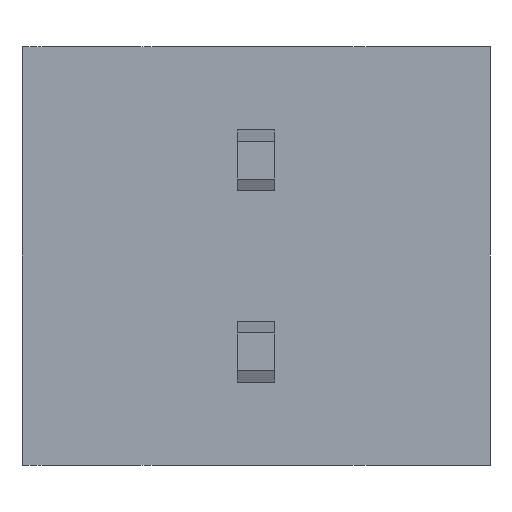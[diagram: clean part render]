
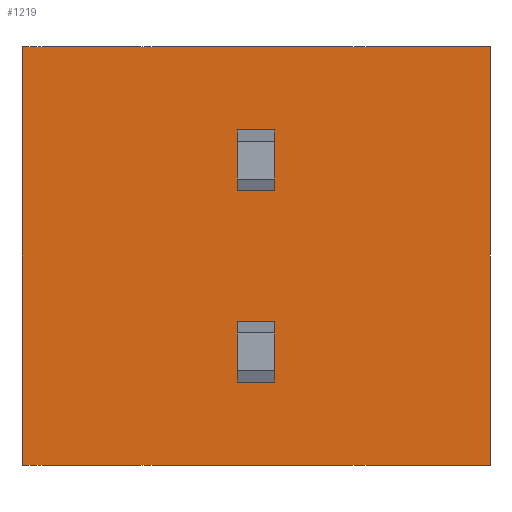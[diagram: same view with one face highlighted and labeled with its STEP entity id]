
A CAD part, front view. The second image highlights one B-rep face of the part: STEP entity #1219.
In plain terms, the highlighted planar face has unit normal (0, -1, 0).
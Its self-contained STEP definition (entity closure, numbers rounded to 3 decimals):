
#54=DIRECTION('',(0.,0.,1.));
#55=VECTOR('',#54,5.54);
#56=CARTESIAN_POINT('',(3.1,0.,-1.5));
#57=LINE('',#56,#55);
#224=DIRECTION('',(1.,0.,0.));
#225=VECTOR('',#224,0.5);
#226=CARTESIAN_POINT('',(-0.25,0.,-0.4));
#227=LINE('',#226,#225);
#228=DIRECTION('',(0.,0.,1.));
#229=VECTOR('',#228,0.8);
#230=CARTESIAN_POINT('',(0.25,0.,-0.4));
#231=LINE('',#230,#229);
#232=DIRECTION('',(-1.,0.,0.));
#233=VECTOR('',#232,0.5);
#234=CARTESIAN_POINT('',(0.25,0.,0.4));
#235=LINE('',#234,#233);
#236=DIRECTION('',(0.,0.,-1.));
#237=VECTOR('',#236,0.8);
#238=CARTESIAN_POINT('',(-0.25,0.,0.4));
#239=LINE('',#238,#237);
#240=DIRECTION('',(1.,0.,0.));
#241=VECTOR('',#240,6.2);
#242=CARTESIAN_POINT('',(-3.1,0.,4.04));
#243=LINE('',#242,#241);
#244=DIRECTION('',(-1.,0.,0.));
#245=VECTOR('',#244,6.2);
#246=CARTESIAN_POINT('',(3.1,0.,-1.5));
#247=LINE('',#246,#245);
#248=DIRECTION('',(0.,0.,1.));
#249=VECTOR('',#248,5.54);
#250=CARTESIAN_POINT('',(-3.1,0.,-1.5));
#251=LINE('',#250,#249);
#252=DIRECTION('',(0.,0.,1.));
#253=VECTOR('',#252,0.8);
#254=CARTESIAN_POINT('',(0.25,0.,2.14));
#255=LINE('',#254,#253);
#256=DIRECTION('',(-1.,0.,0.));
#257=VECTOR('',#256,0.5);
#258=CARTESIAN_POINT('',(0.25,0.,2.94));
#259=LINE('',#258,#257);
#260=DIRECTION('',(0.,0.,-1.));
#261=VECTOR('',#260,0.8);
#262=CARTESIAN_POINT('',(-0.25,0.,2.94));
#263=LINE('',#262,#261);
#264=DIRECTION('',(-1.,0.,0.));
#265=VECTOR('',#264,0.5);
#266=CARTESIAN_POINT('',(0.25,0.,2.14));
#267=LINE('',#266,#265);
#675=CARTESIAN_POINT('',(3.1,0.,4.04));
#677=VERTEX_POINT('',#675);
#694=CARTESIAN_POINT('',(-3.1,0.,4.04));
#695=VERTEX_POINT('',#694);
#697=CARTESIAN_POINT('',(3.1,0.,-1.5));
#699=VERTEX_POINT('',#697);
#716=CARTESIAN_POINT('',(-3.1,0.,-1.5));
#717=VERTEX_POINT('',#716);
#734=CARTESIAN_POINT('',(-0.25,0.,0.4));
#735=CARTESIAN_POINT('',(-0.25,0.,-0.4));
#736=VERTEX_POINT('',#734);
#737=VERTEX_POINT('',#735);
#738=CARTESIAN_POINT('',(0.25,0.,-0.4));
#739=CARTESIAN_POINT('',(0.25,0.,0.4));
#740=VERTEX_POINT('',#738);
#741=VERTEX_POINT('',#739);
#814=CARTESIAN_POINT('',(0.25,0.,2.94));
#815=VERTEX_POINT('',#814);
#816=CARTESIAN_POINT('',(0.25,0.,2.14));
#817=VERTEX_POINT('',#816);
#818=CARTESIAN_POINT('',(-0.25,0.,2.94));
#819=VERTEX_POINT('',#818);
#820=CARTESIAN_POINT('',(-0.25,0.,2.14));
#821=VERTEX_POINT('',#820);
#1187=CARTESIAN_POINT('',(-3.1,0.,4.04));
#1188=DIRECTION('',(0.,-1.,0.));
#1189=DIRECTION('',(1.,0.,0.));
#1190=AXIS2_PLACEMENT_3D('',#1187,#1188,#1189);
#1191=PLANE('',#1190);
#1192=ORIENTED_EDGE('',*,*,#885,.T.);
#1193=ORIENTED_EDGE('',*,*,#918,.F.);
#1195=ORIENTED_EDGE('',*,*,#1194,.T.);
#1196=ORIENTED_EDGE('',*,*,#1159,.T.);
#1197=EDGE_LOOP('',(#1192,#1193,#1195,#1196));
#1198=FACE_OUTER_BOUND('',#1197,.F.);
#1200=ORIENTED_EDGE('',*,*,#1199,.T.);
#1202=ORIENTED_EDGE('',*,*,#1201,.T.);
#1204=ORIENTED_EDGE('',*,*,#1203,.T.);
#1206=ORIENTED_EDGE('',*,*,#1205,.T.);
#1207=EDGE_LOOP('',(#1200,#1202,#1204,#1206));
#1208=FACE_BOUND('',#1207,.F.);
#1210=ORIENTED_EDGE('',*,*,#1209,.T.);
#1212=ORIENTED_EDGE('',*,*,#1211,.T.);
#1214=ORIENTED_EDGE('',*,*,#1213,.T.);
#1216=ORIENTED_EDGE('',*,*,#1215,.F.);
#1217=EDGE_LOOP('',(#1210,#1212,#1214,#1216));
#1218=FACE_BOUND('',#1217,.F.);
#885=EDGE_CURVE('',#695,#677,#243,.T.);
#918=EDGE_CURVE('',#699,#677,#57,.T.);
#1159=EDGE_CURVE('',#717,#695,#251,.T.);
#1194=EDGE_CURVE('',#699,#717,#247,.T.);
#1199=EDGE_CURVE('',#737,#740,#227,.T.);
#1201=EDGE_CURVE('',#740,#741,#231,.T.);
#1203=EDGE_CURVE('',#741,#736,#235,.T.);
#1205=EDGE_CURVE('',#736,#737,#239,.T.);
#1209=EDGE_CURVE('',#817,#815,#255,.T.);
#1211=EDGE_CURVE('',#815,#819,#259,.T.);
#1213=EDGE_CURVE('',#819,#821,#263,.T.);
#1215=EDGE_CURVE('',#817,#821,#267,.T.);
#1219=ADVANCED_FACE('',(#1198,#1208,#1218),#1191,.T.);
